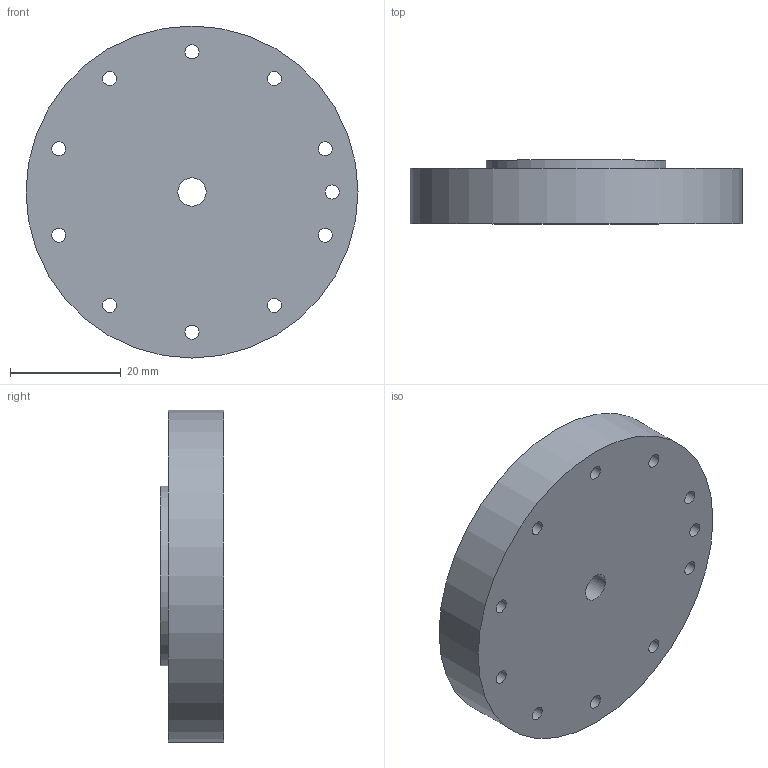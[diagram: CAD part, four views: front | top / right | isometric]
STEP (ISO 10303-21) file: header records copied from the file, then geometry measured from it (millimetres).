
FILE_DESCRIPTION(/* description */ (''),/* implementation_level */ '2;1');
FILE_NAME(/* name */ 'top_v1.stp',/* time_stamp */ '2022-06-05T14:57:09-04:00',/* author */ ('Jacob'),/* organization */ (''),/* preprocessor_version */ 'ST-DEVELOPER v18.1',/* originating_system */ 'Autodesk Inventor 2022',/* authorisation */ '');
FILE_SCHEMA (('AUTOMOTIVE_DESIGN { 1 0 10303 214 3 1 1 }'));
Length unit declared in the file: millimetre
Products named in the file (1): top
Bounding box: 60 x 11.5 x 60 mm (x, y, z)
Volume: 25595.4 mm3; surface area: 8973.2 mm2
Topology: 1 solids, 1 shells, 19 faces, 45 edges, 30 vertices
Faces by surface type: cylinder 15, plane 4
Full cylindrical faces by diameter (mm): 2.54 x11, 5.1 x1, 28.69 x1, 32.49 x1, 60 x1
Entity records: 658 total; most frequent: DIRECTION 115, CARTESIAN_POINT 95, ORIENTED_EDGE 90, AXIS2_PLACEMENT_3D 50, EDGE_LOOP 45, EDGE_CURVE 45, CIRCLE 30, VERTEX_POINT 30
